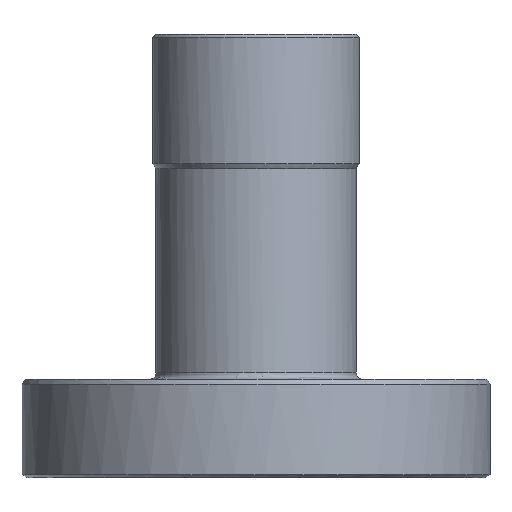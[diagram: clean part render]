
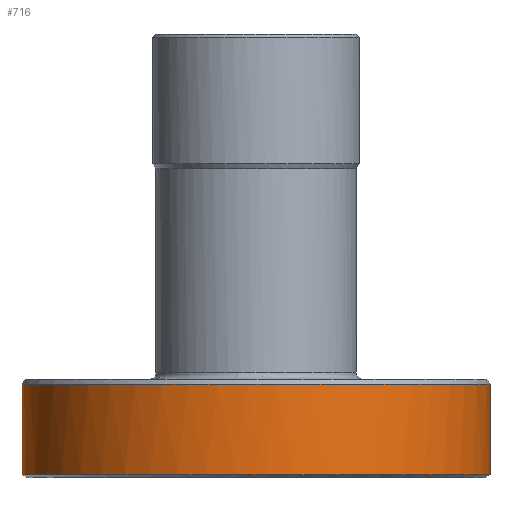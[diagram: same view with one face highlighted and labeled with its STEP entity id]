
A CAD part, front view. The second image highlights one B-rep face of the part: STEP entity #716.
In plain terms, the highlighted cylindrical face has radius 38 mm (diameter 76 mm), a full revolution.
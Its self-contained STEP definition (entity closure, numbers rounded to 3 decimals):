
#48=LINE('',#1487,#64);
#64=VECTOR('',#835,1000.);
#76=CYLINDRICAL_SURFACE('',#767,38.);
#195=ORIENTED_EDGE('',*,*,#369,.F.);
#196=ORIENTED_EDGE('',*,*,#370,.F.);
#197=ORIENTED_EDGE('',*,*,#371,.F.);
#198=ORIENTED_EDGE('',*,*,#368,.T.);
#199=ORIENTED_EDGE('',*,*,#367,.T.);
#200=ORIENTED_EDGE('',*,*,#371,.T.);
#367=EDGE_CURVE('',#465,#464,#549,.T.);
#368=EDGE_CURVE('',#464,#465,#550,.T.);
#369=EDGE_CURVE('',#466,#467,#551,.F.);
#370=EDGE_CURVE('',#467,#466,#552,.F.);
#371=EDGE_CURVE('',#464,#467,#48,.T.);
#464=VERTEX_POINT('',#1438);
#465=VERTEX_POINT('',#1450);
#466=VERTEX_POINT('',#1474);
#467=VERTEX_POINT('',#1475);
#549=B_SPLINE_CURVE_WITH_KNOTS('',3,(#1439,#1440,#1441,#1442,#1443,#1444,
#1445,#1446,#1447,#1448,#1449),.UNSPECIFIED.,.F.,.F.,(4,1,1,1,1,1,1,1,4),
(0.,0.125,0.25,0.375,0.5,0.625,0.75,0.875,1.),.UNSPECIFIED.);
#550=B_SPLINE_CURVE_WITH_KNOTS('',3,(#1451,#1452,#1453,#1454,#1455,#1456,
#1457,#1458,#1459,#1460,#1461),.UNSPECIFIED.,.F.,.F.,(4,1,1,1,1,1,1,1,4),
(0.,0.125,0.25,0.375,0.5,0.625,0.75,0.875,1.),.UNSPECIFIED.);
#551=B_SPLINE_CURVE_WITH_KNOTS('',3,(#1463,#1464,#1465,#1466,#1467,#1468,
#1469,#1470,#1471,#1472,#1473),.UNSPECIFIED.,.F.,.F.,(4,1,1,1,1,1,1,1,4),
(0.,0.125,0.25,0.375,0.5,0.625,0.75,0.875,1.),.UNSPECIFIED.);
#552=B_SPLINE_CURVE_WITH_KNOTS('',3,(#1476,#1477,#1478,#1479,#1480,#1481,
#1482,#1483,#1484,#1485,#1486),.UNSPECIFIED.,.F.,.F.,(4,1,1,1,1,1,1,1,4),
(0.,0.125,0.25,0.375,0.5,0.625,0.75,0.875,1.),.UNSPECIFIED.);
#621=EDGE_LOOP('',(#195,#196,#197,#198,#199,#200));
#670=FACE_BOUND('',#621,.T.);
#716=ADVANCED_FACE('',(#670),#76,.T.);
#767=AXIS2_PLACEMENT_3D('',#1462,#833,#834);
#833=DIRECTION('',(0.,0.,1.));
#834=DIRECTION('',(1.,0.,0.));
#835=DIRECTION('',(0.,0.,1.));
#1438=CARTESIAN_POINT('',(3.367,7.18,0.5));
#1439=CARTESIAN_POINT('',(-72.633,7.18,0.5));
#1440=CARTESIAN_POINT('',(-72.633,2.206,0.5));
#1441=CARTESIAN_POINT('',(-70.655,-7.74,0.5));
#1442=CARTESIAN_POINT('',(-62.203,-20.389,0.5));
#1443=CARTESIAN_POINT('',(-49.554,-28.841,0.5));
#1444=CARTESIAN_POINT('',(-34.633,-31.809,0.5));
#1445=CARTESIAN_POINT('',(-19.713,-28.841,0.5));
#1446=CARTESIAN_POINT('',(-7.064,-20.389,0.5));
#1447=CARTESIAN_POINT('',(1.388,-7.74,0.5));
#1448=CARTESIAN_POINT('',(3.367,2.206,0.5));
#1449=CARTESIAN_POINT('',(3.367,7.18,0.5));
#1450=CARTESIAN_POINT('',(-72.633,7.18,0.5));
#1451=CARTESIAN_POINT('',(3.367,7.18,0.5));
#1452=CARTESIAN_POINT('',(3.367,12.155,0.5));
#1453=CARTESIAN_POINT('',(1.388,22.101,0.5));
#1454=CARTESIAN_POINT('',(-7.064,34.75,0.5));
#1455=CARTESIAN_POINT('',(-19.713,43.202,0.5));
#1456=CARTESIAN_POINT('',(-34.633,46.17,0.5));
#1457=CARTESIAN_POINT('',(-49.554,43.202,0.5));
#1458=CARTESIAN_POINT('',(-62.203,34.75,0.5));
#1459=CARTESIAN_POINT('',(-70.655,22.101,0.5));
#1460=CARTESIAN_POINT('',(-72.633,12.155,0.5));
#1461=CARTESIAN_POINT('',(-72.633,7.18,0.5));
#1462=CARTESIAN_POINT('',(-34.633,7.18,0.));
#1463=CARTESIAN_POINT('',(3.367,7.18,15.134));
#1464=CARTESIAN_POINT('',(3.367,2.206,15.134));
#1465=CARTESIAN_POINT('',(1.388,-7.74,15.134));
#1466=CARTESIAN_POINT('',(-7.064,-20.389,15.134));
#1467=CARTESIAN_POINT('',(-19.713,-28.841,15.134));
#1468=CARTESIAN_POINT('',(-34.633,-31.809,15.134));
#1469=CARTESIAN_POINT('',(-49.554,-28.841,15.134));
#1470=CARTESIAN_POINT('',(-62.203,-20.389,15.134));
#1471=CARTESIAN_POINT('',(-70.655,-7.74,15.134));
#1472=CARTESIAN_POINT('',(-72.633,2.206,15.134));
#1473=CARTESIAN_POINT('',(-72.633,7.18,15.134));
#1474=CARTESIAN_POINT('',(-72.633,7.18,15.134));
#1475=CARTESIAN_POINT('',(3.367,7.18,15.134));
#1476=CARTESIAN_POINT('',(-72.633,7.18,15.134));
#1477=CARTESIAN_POINT('',(-72.633,12.155,15.134));
#1478=CARTESIAN_POINT('',(-70.655,22.101,15.134));
#1479=CARTESIAN_POINT('',(-62.203,34.75,15.134));
#1480=CARTESIAN_POINT('',(-49.554,43.202,15.134));
#1481=CARTESIAN_POINT('',(-34.633,46.17,15.134));
#1482=CARTESIAN_POINT('',(-19.713,43.202,15.134));
#1483=CARTESIAN_POINT('',(-7.064,34.75,15.134));
#1484=CARTESIAN_POINT('',(1.388,22.101,15.134));
#1485=CARTESIAN_POINT('',(3.367,12.155,15.134));
#1486=CARTESIAN_POINT('',(3.367,7.18,15.134));
#1487=CARTESIAN_POINT('',(3.367,7.18,0.5));
